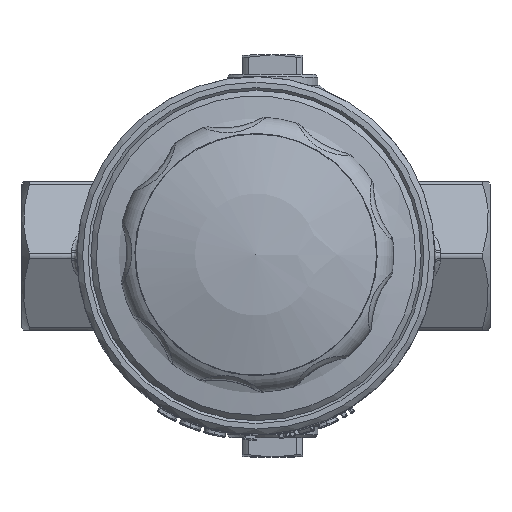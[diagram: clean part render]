
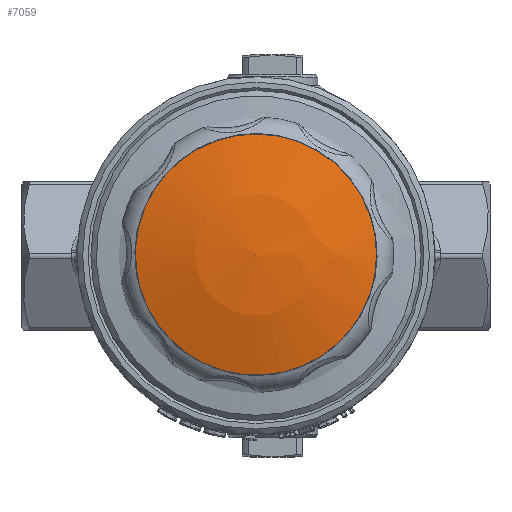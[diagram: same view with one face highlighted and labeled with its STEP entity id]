
A CAD part, top view. The second image highlights one B-rep face of the part: STEP entity #7059.
In plain terms, the highlighted spherical face has radius 70.266 mm.
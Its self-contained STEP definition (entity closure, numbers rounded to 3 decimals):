
#7028=CARTESIAN_POINT('',(-10.701,19.108,138.8));
#7029=VERTEX_POINT('',#7028);
#7030=CARTESIAN_POINT('',(0.,0.,138.8));
#7031=DIRECTION('',(0.,0.,1.0));
#7032=DIRECTION('',(-0.489,0.872,0.));
#7033=AXIS2_PLACEMENT_3D('',#7030,#7031,#7032);
#7034=CIRCLE('',#7033,21.9);
#7035=EDGE_CURVE('',#7029,#7029,#7034,.T.);
#7051=CARTESIAN_POINT('',(0.,0.,72.034));
#7052=DIRECTION('',(0.0,0.0,1.0));
#7053=DIRECTION('',(1.0,0.0,0.0));
#7054=AXIS2_PLACEMENT_3D('',#7051,#7052,#7053);
#7055=SPHERICAL_SURFACE('',#7054,70.266);
#7056=ORIENTED_EDGE('',*,*,#7035,.T.);
#7057=EDGE_LOOP('',(#7056));
#7058=FACE_OUTER_BOUND('',#7057,.T.);
#7059=ADVANCED_FACE('',(#7058),#7055,.T.);
